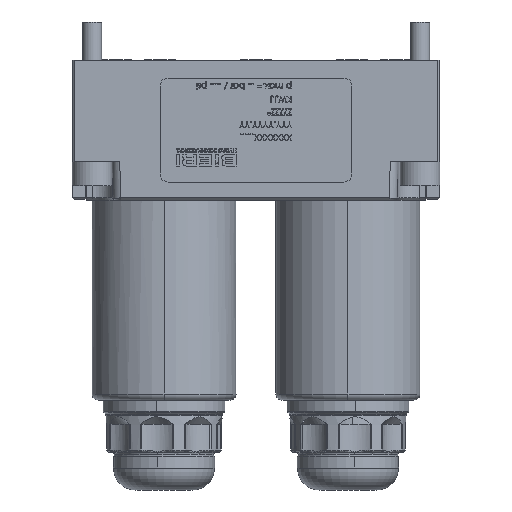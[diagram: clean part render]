
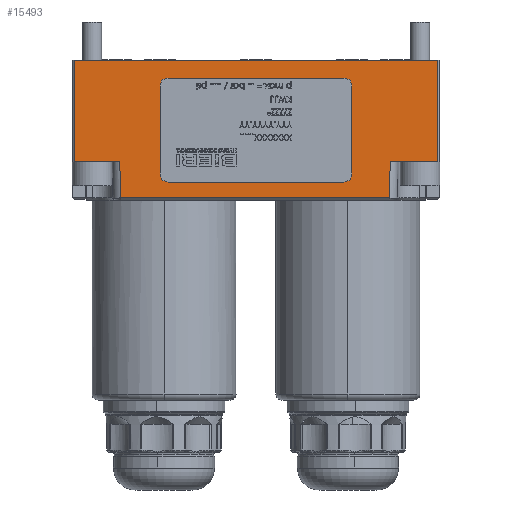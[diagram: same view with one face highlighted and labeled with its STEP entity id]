
A CAD part, front view. The second image highlights one B-rep face of the part: STEP entity #15493.
In plain terms, the highlighted planar face has unit normal (0, -1, 0).
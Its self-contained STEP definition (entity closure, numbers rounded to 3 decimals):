
#3332 = CARTESIAN_POINT ( 'NONE',  ( -45.5, 0., 35. ) ) ;
#3336 = CARTESIAN_POINT ( 'NONE',  ( 45.5, 0., 35. ) ) ;
#3360 = CARTESIAN_POINT ( 'NONE',  ( 45.5, 0., 9.51 ) ) ;
#3363 = CARTESIAN_POINT ( 'NONE',  ( 33.381, -0.001, 0.503 ) ) ;
#3369 = CARTESIAN_POINT ( 'NONE',  ( 33.545, 0., 9.719 ) ) ;
#3382 = CARTESIAN_POINT ( 'NONE',  ( -34.045, 0., 9.71 ) ) ;
#3387 = CARTESIAN_POINT ( 'NONE',  ( -45.5, 0., 9.51 ) ) ;
#3413 = CARTESIAN_POINT ( 'NONE',  ( -33.884, 0., 0.503 ) ) ;
#5556 = AXIS2_PLACEMENT_3D ( 'NONE', #6904, #6906, #6908 ) ;
#6887 = PLANE ( 'NONE',  #5556 ) ;
#6904 = CARTESIAN_POINT ( 'NONE',  ( 31.05, 0., 21. ) ) ;
#6906 = DIRECTION ( 'NONE',  ( 0., 1., 0. ) ) ;
#6908 = DIRECTION ( 'NONE',  ( 1., 0., 0. ) ) ;
#8265 = FACE_OUTER_BOUND ( 'NONE', #46226, .T. ) ;
#15493 = ADVANCED_FACE ( 'NONE', ( #8265 ), #6887, .F. ) ;
#26031 = LINE ( 'NONE', #28626, #26034 ) ;
#26034 = VECTOR ( 'NONE', #28627, 1000. ) ;
#26081 = LINE ( 'NONE', #28680, #26084 ) ;
#26084 = VECTOR ( 'NONE', #28681, 1000. ) ;
#26097 = LINE ( 'NONE', #28697, #26102 ) ;
#26102 = VECTOR ( 'NONE', #28703, 1000. ) ;
#26138 = LINE ( 'NONE', #28851, #26140 ) ;
#26140 = VECTOR ( 'NONE', #28854, 1000. ) ;
#26151 = LINE ( 'NONE', #28922, #26156 ) ;
#26156 = VECTOR ( 'NONE', #28941, 1000. ) ;
#26181 = LINE ( 'NONE', #29408, #26188 ) ;
#26185 = LINE ( 'NONE', #29202, #26186 ) ;
#26186 = VECTOR ( 'NONE', #29204, 1000. ) ;
#26187 = LINE ( 'NONE', #29412, #26190 ) ;
#26188 = VECTOR ( 'NONE', #29410, 1000. ) ;
#26190 = VECTOR ( 'NONE', #29414, 1000. ) ;
#28626 = CARTESIAN_POINT ( 'NONE',  ( -46., 0., 35. ) ) ;
#28627 = DIRECTION ( 'NONE',  ( 1., 0., 0. ) ) ;
#28680 = CARTESIAN_POINT ( 'NONE',  ( 33.545, 0., 9.719 ) ) ;
#28681 = DIRECTION ( 'NONE',  ( -1., 0., 0.017 ) ) ;
#28697 = CARTESIAN_POINT ( 'NONE',  ( 33.292, 0., -4.779 ) ) ;
#28703 = DIRECTION ( 'NONE',  ( 0.017, 0., 1. ) ) ;
#28851 = CARTESIAN_POINT ( 'NONE',  ( -34.045, 0., 9.71 ) ) ;
#28854 = DIRECTION ( 'NONE',  ( -1., 0., -0.017 ) ) ;
#28922 = CARTESIAN_POINT ( 'NONE',  ( -33.792, 0., -4.788 ) ) ;
#28941 = DIRECTION ( 'NONE',  ( -0.017, 0., 1. ) ) ;
#29202 = CARTESIAN_POINT ( 'NONE',  ( 33.375, 0., 0.5 ) ) ;
#29204 = DIRECTION ( 'NONE',  ( 1., 0., 0. ) ) ;
#29408 = CARTESIAN_POINT ( 'NONE',  ( -45.5, 0., 35. ) ) ;
#29410 = DIRECTION ( 'NONE',  ( 0., 0., -1. ) ) ;
#29412 = CARTESIAN_POINT ( 'NONE',  ( 45.5, 0., 35. ) ) ;
#29414 = DIRECTION ( 'NONE',  ( 0., 0., 1. ) ) ;
#31483 = VERTEX_POINT ( 'NONE', #3332 ) ;
#31485 = VERTEX_POINT ( 'NONE', #3336 ) ;
#31499 = VERTEX_POINT ( 'NONE', #3360 ) ;
#31501 = VERTEX_POINT ( 'NONE', #3363 ) ;
#31504 = VERTEX_POINT ( 'NONE', #3369 ) ;
#31511 = VERTEX_POINT ( 'NONE', #3382 ) ;
#31514 = VERTEX_POINT ( 'NONE', #3387 ) ;
#31528 = VERTEX_POINT ( 'NONE', #3413 ) ;
#40185 = EDGE_CURVE ( 'NONE', #31483, #31485, #26031, .T. ) ;
#40236 = EDGE_CURVE ( 'NONE', #31499, #31504, #26081, .T. ) ;
#40256 = EDGE_CURVE ( 'NONE', #31501, #31504, #26097, .T. ) ;
#40305 = EDGE_CURVE ( 'NONE', #31511, #31514, #26138, .T. ) ;
#40324 = EDGE_CURVE ( 'NONE', #31528, #31511, #26151, .T. ) ;
#40394 = EDGE_CURVE ( 'NONE', #31528, #31501, #26185, .T. ) ;
#40403 = EDGE_CURVE ( 'NONE', #31483, #31514, #26181, .T. ) ;
#40405 = EDGE_CURVE ( 'NONE', #31499, #31485, #26187, .T. ) ;
#45721 = ORIENTED_EDGE ( 'NONE', *, *, #40185, .F. ) ;
#45722 = ORIENTED_EDGE ( 'NONE', *, *, #40403, .T. ) ;
#45723 = ORIENTED_EDGE ( 'NONE', *, *, #40305, .F. ) ;
#45724 = ORIENTED_EDGE ( 'NONE', *, *, #40324, .F. ) ;
#45725 = ORIENTED_EDGE ( 'NONE', *, *, #40394, .T. ) ;
#45726 = ORIENTED_EDGE ( 'NONE', *, *, #40256, .T. ) ;
#45727 = ORIENTED_EDGE ( 'NONE', *, *, #40236, .F. ) ;
#45728 = ORIENTED_EDGE ( 'NONE', *, *, #40405, .T. ) ;
#46226 = EDGE_LOOP ( 'NONE', ( #45721, #45722, #45723, #45724, #45725, #45726, #45727, #45728 ) ) ;
